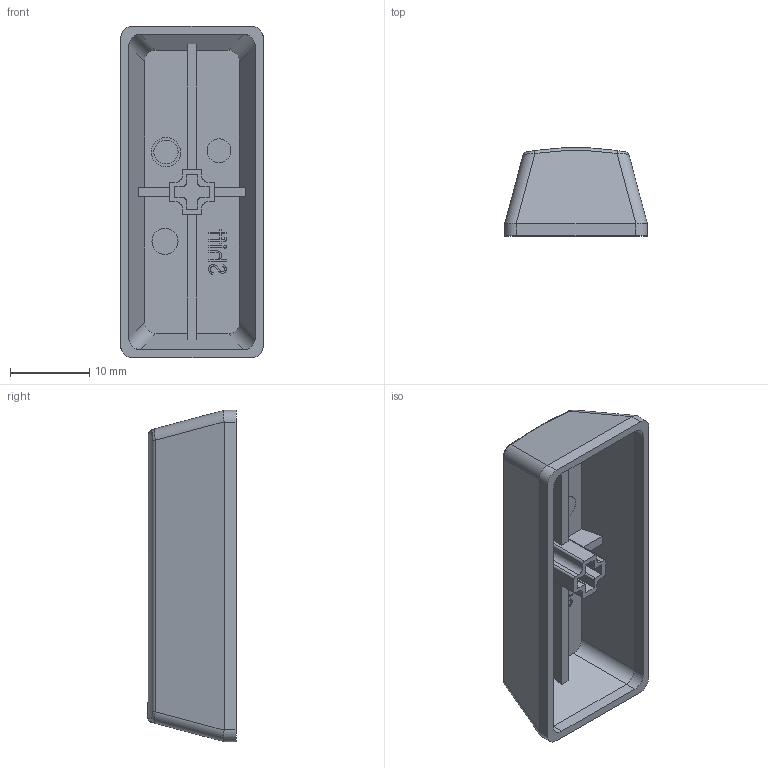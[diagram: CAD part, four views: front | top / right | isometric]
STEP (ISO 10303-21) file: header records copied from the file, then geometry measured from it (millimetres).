
FILE_DESCRIPTION (( 'STEP AP214' ), '1' );
FILE_NAME ('MX_×óShift(Enter).STEP', '2020-03-12T07:13:59', ( '' ), ( '' ), 'SwSTEP 2.0', 'SolidWorks 2019', '' );
FILE_SCHEMA (( 'AUTOMOTIVE_DESIGN' ));
Length unit declared in the file: millimetre
Products named in the file (1): MX_×óShift(Enter)
Bounding box: 18 x 11.11 x 41.81 mm (x, y, z)
Volume: 2161.8 mm3; surface area: 3647.8 mm2
Topology: 1 solids, 1 shells, 190 faces, 520 edges, 344 vertices
Faces by surface type: plane 107, bspline 44, cylinder 39
Entity records: 8490 total; most frequent: CARTESIAN_POINT 3539, ORIENTED_EDGE 1040, DIRECTION 755, EDGE_CURVE 520, LINE 347, VECTOR 347, VERTEX_POINT 344, AXIS2_PLACEMENT_3D 204
